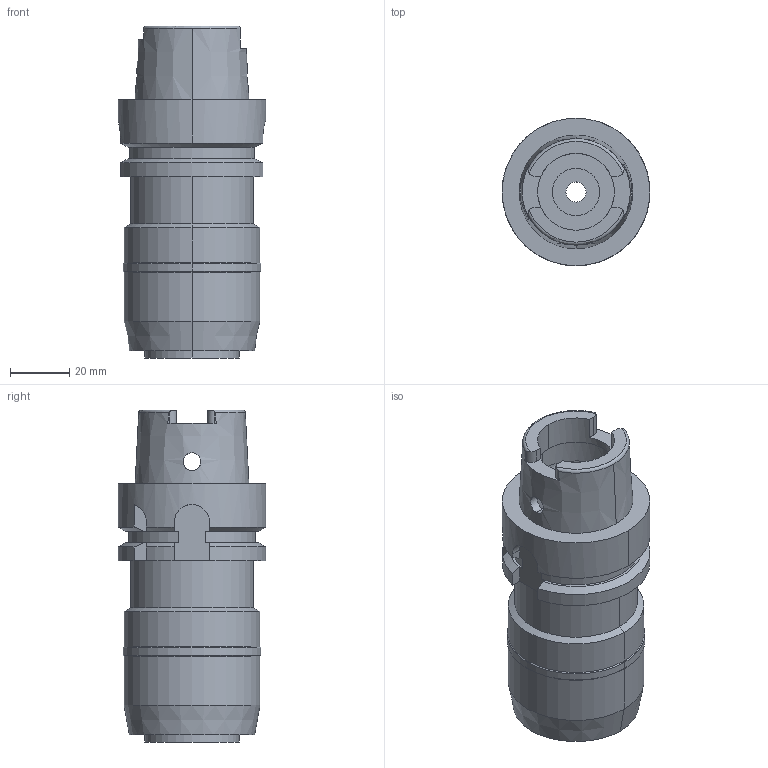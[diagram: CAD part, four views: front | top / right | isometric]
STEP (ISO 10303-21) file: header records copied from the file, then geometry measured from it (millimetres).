
FILE_DESCRIPTION((''),'2;1');
FILE_NAME('HSK-A50-MEGA16DS-85','2018-03-02T',('ykawabe'),(''),'CREO PARAMETRIC BY PTC INC, 2016380','CREO PARAMETRIC BY PTC INC, 2016380','');
FILE_SCHEMA(('AUTOMOTIVE_DESIGN { 1 0 10303 214 1 1 1 1 }'));
Length unit declared in the file: millimetre
Products named in the file (1): HSK-A50-MEGA16DS-85
Bounding box: 50 x 50 x 112.4 mm (x, y, z)
Volume: 130003.5 mm3; surface area: 27098.3 mm2
Topology: 1 solids, 1 shells, 103 faces, 287 edges, 189 vertices
Faces by surface type: cylinder 43, plane 38, cone 18, torus 4
Entity records: 4557 total; most frequent: CARTESIAN_POINT 869, DIRECTION 582, ORIENTED_EDGE 574, PRESENTATION_STYLE_ASSIGNMENT 292, STYLED_ITEM 292, CURVE_STYLE 291, EDGE_CURVE 287, AXIS2_PLACEMENT_3D 227
